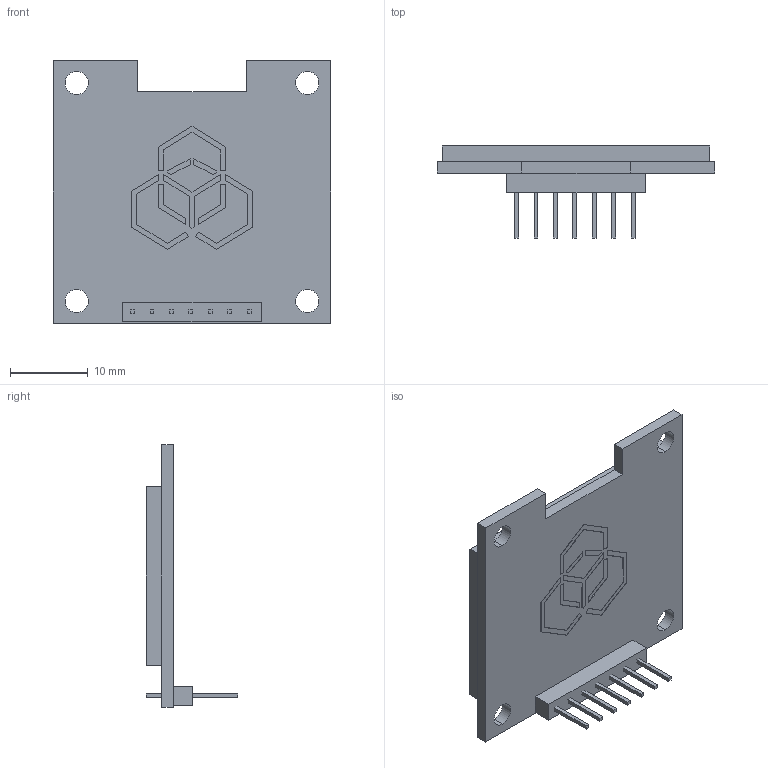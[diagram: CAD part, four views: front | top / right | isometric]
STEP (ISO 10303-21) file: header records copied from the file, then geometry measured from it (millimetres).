
FILE_DESCRIPTION (( 'STEP AP214' ), '1' );
FILE_NAME ('Äèñïëåé OLED 1,3''.STEP', '2015-09-27T13:34:11', ( '' ), ( '' ), 'SwSTEP 2.0', 'SolidWorks 2015', '' );
FILE_SCHEMA (( 'AUTOMOTIVE_DESIGN' ));
Length unit declared in the file: millimetre
Products named in the file (1): Äèñïëåé OLED 1,3''
Bounding box: 35.7 x 11.8 x 33.75 mm (x, y, z)
Volume: 3397.2 mm3; surface area: 4702.8 mm2
Topology: 10 solids, 10 shells, 142 faces, 342 edges, 228 vertices
Faces by surface type: plane 134, cylinder 8
Entity records: 4919 total; most frequent: CARTESIAN_POINT 713, ORIENTED_EDGE 684, DIRECTION 644, EDGE_CURVE 342, VECTOR 326, LINE 326, VERTEX_POINT 228, AXIS2_PLACEMENT_3D 159
